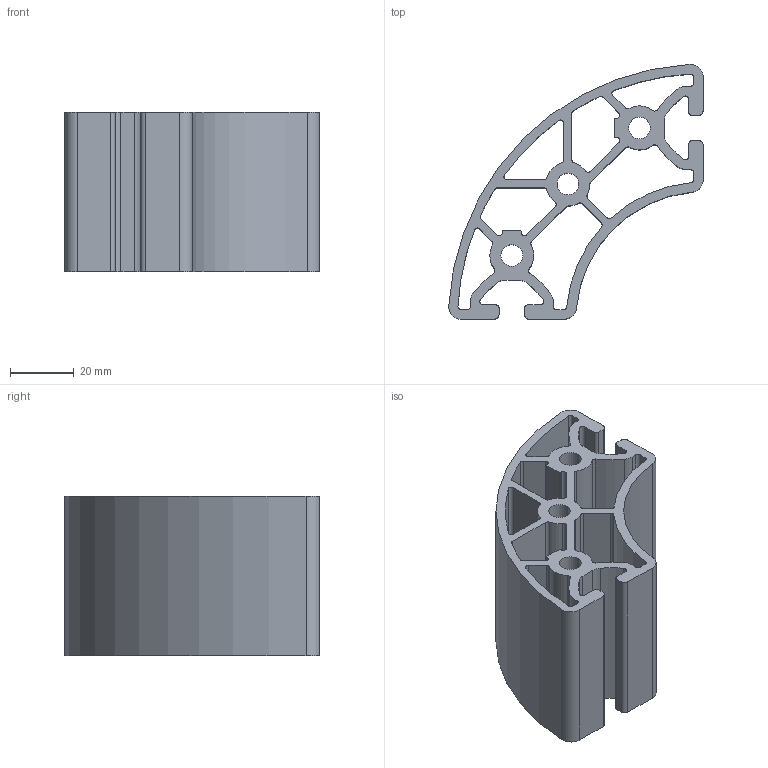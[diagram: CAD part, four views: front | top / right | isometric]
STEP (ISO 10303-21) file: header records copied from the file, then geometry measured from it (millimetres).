
FILE_DESCRIPTION (( 'STEP AP214' ), '1' );
FILE_NAME ('BASE08E0249-Profilé 8 R40_80-90°.step', '2023-03-24T09:44:37', ( 'Altae' ), ( '' ), 'SwSTEP 2.0', 'SolidWorks 2021', '' );
FILE_SCHEMA (( 'AUTOMOTIVE_DESIGN' ));
Length unit declared in the file: millimetre
Products named in the file (1): BASE08E0249-Profilé 8 R40_80-90°
Bounding box: 79.76 x 79.89 x 50 mm (x, y, z)
Volume: 75239.8 mm3; surface area: 47455 mm2
Topology: 1 solids, 1 shells, 151 faces, 447 edges, 298 vertices
Faces by surface type: cylinder 69, plane 44, bspline 38
Entity records: 5381 total; most frequent: CARTESIAN_POINT 1391, ORIENTED_EDGE 894, DIRECTION 737, EDGE_CURVE 447, VERTEX_POINT 298, AXIS2_PLACEMENT_3D 252, VECTOR 233, LINE 233
